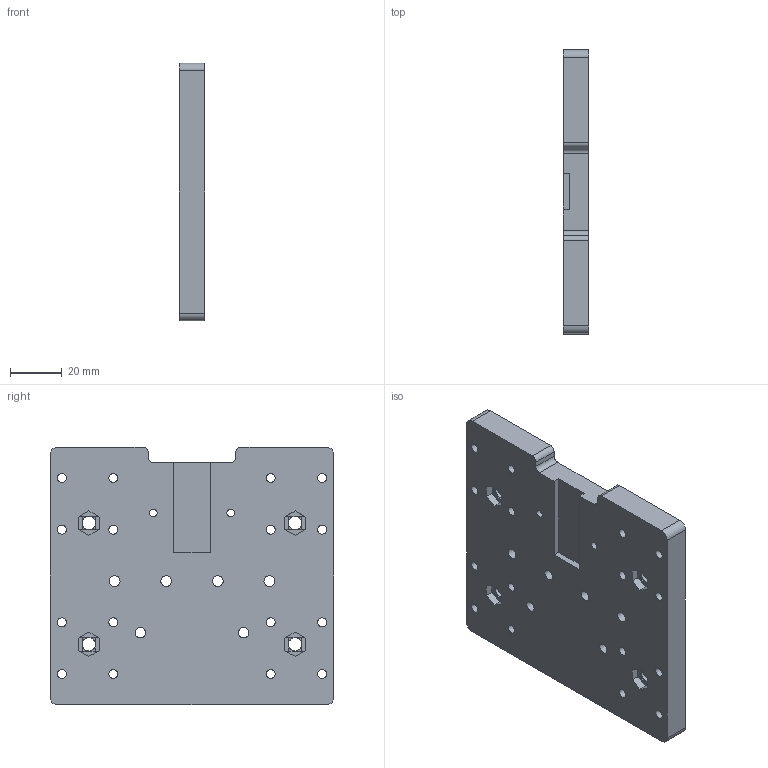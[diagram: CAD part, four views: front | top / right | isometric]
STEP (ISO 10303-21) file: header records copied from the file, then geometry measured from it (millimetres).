
FILE_DESCRIPTION(/* description */ (''),/* implementation_level */ '2;1');
FILE_NAME(/* name */ 'Z_Bearing_Plate.step',/* time_stamp */ '2021-08-05T09:16:30-05:00',/* author */ (''),/* organization */ (''),/* preprocessor_version */ 'ST-DEVELOPER v18.1',/* originating_system */ 'Autodesk Translation Framework v10.9.0.1377',/* authorisation */ '');
FILE_SCHEMA (('AUTOMOTIVE_DESIGN { 1 0 10303 214 3 1 1 }'));
Length unit declared in the file: millimetre
Products named in the file (1): Z_Bearing_Plate
Bounding box: 10 x 110 x 100 mm (x, y, z)
Volume: 100990.6 mm3; surface area: 29711.9 mm2
Topology: 1 solids, 1 shells, 158 faces, 406 edges, 266 vertices
Faces by surface type: plane 106, cylinder 52
Full cylindrical faces by diameter (mm): 3 x2, 3.5 x16, 4 x2, 4.2 x4, 5.2 x4, 7 x16
Entity records: 4942 total; most frequent: DIRECTION 836, CARTESIAN_POINT 831, ORIENTED_EDGE 812, EDGE_CURVE 406, LINE 294, VECTOR 294, AXIS2_PLACEMENT_3D 271, VERTEX_POINT 266
